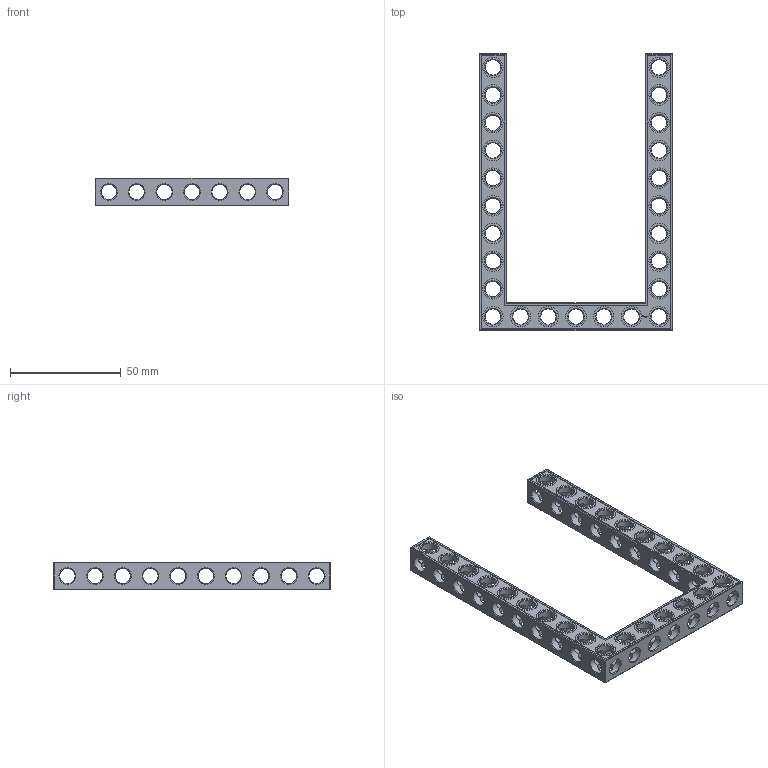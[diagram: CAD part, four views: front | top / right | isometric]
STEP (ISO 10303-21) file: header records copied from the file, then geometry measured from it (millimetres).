
FILE_DESCRIPTION(('FreeCAD Model'),'2;1');
FILE_NAME('Open CASCADE Shape Model','2022-02-23T20:47:44',( 'Paulo Kiefe'),('STEMFIE.org'),'Open CASCADE STEP processor 7.5', 'FreeCAD','Unknown');
FILE_SCHEMA(('AUTOMOTIVE_DESIGN { 1 0 10303 214 1 1 1 1 }'));
Products named in the file (1): Beam AGD ESS USH SYM BU07x10x01 - SPN-BEM-0385 (stemfie.org)
Bounding box: 87.5 x 125 x 12.5 mm (x, y, z)
Volume: 24430.6 mm3; surface area: 21885 mm2
Topology: 1 solids, 1 shells, 846 faces, 2513 edges, 1628 vertices
Faces by surface type: plane 399, extrusion 194, cylinder 151, cone 102
Full cylindrical faces by diameter (mm): 6.98 x22, 7 x104, 9.2 x25
Entity records: 156326 total; most frequent: CARTESIAN_POINT 109490, DIRECTION 7423, ORIENTED_EDGE 5026, PCURVE 5026, DEFINITIONAL_REPRESENTATION 5026, VECTOR 5022, LINE 4828, EDGE_CURVE 2513
